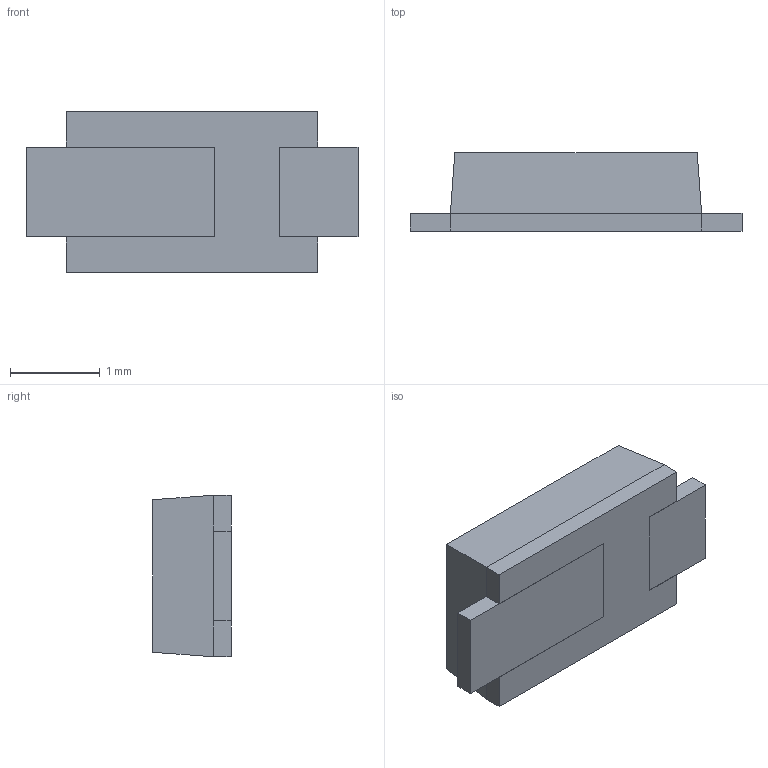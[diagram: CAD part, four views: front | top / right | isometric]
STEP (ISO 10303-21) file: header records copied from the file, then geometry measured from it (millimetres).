
FILE_DESCRIPTION (( 'STEP AP214' ), '1' );
FILE_NAME ('FSV360FP.STEP', '2022-02-16T05:18:46', ( '' ), ( '' ), 'SwSTEP 2.0', 'SolidWorks 2018', '' );
FILE_SCHEMA (( 'AUTOMOTIVE_DESIGN' ));
Length unit declared in the file: millimetre
Products named in the file (2): FSV360FP
Bounding box: 3.7 x 0.88 x 1.8 mm (x, y, z)
Volume: 4.4 mm3; surface area: 26.3 mm2
Topology: 3 solids, 3 shells, 32 faces, 70 edges, 44 vertices
Faces by surface type: plane 32
Entity records: 1269 total; most frequent: CARTESIAN_POINT 148, ORIENTED_EDGE 140, DIRECTION 138, VECTOR 70, EDGE_CURVE 70, LINE 70, VERTEX_POINT 44, UNCERTAINTY_MEASURE_WITH_UNIT 37
